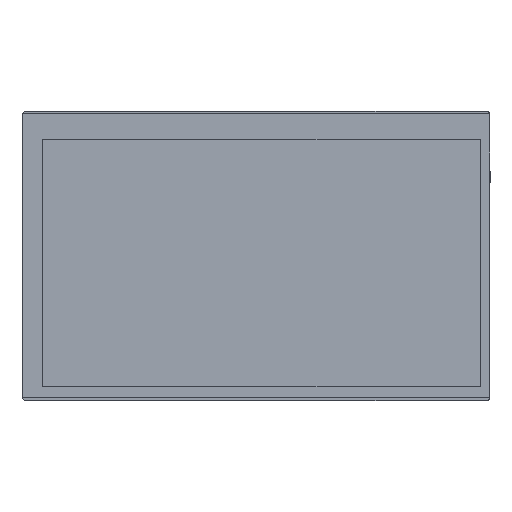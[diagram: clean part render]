
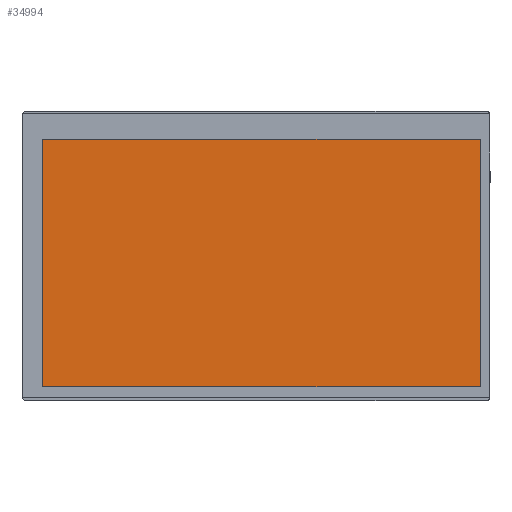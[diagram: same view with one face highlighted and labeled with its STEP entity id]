
A CAD part, front view. The second image highlights one B-rep face of the part: STEP entity #34994.
In plain terms, the highlighted face is planar.
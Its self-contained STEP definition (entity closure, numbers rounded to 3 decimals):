
#2167=PLANE('',#37223);
#3973=FACE_OUTER_BOUND('',#5951,.T.);
#5951=EDGE_LOOP('',(#25717,#25718,#25719,#25720));
#7884=LINE('',#71358,#12168);
#7887=LINE('',#71364,#12171);
#7890=LINE('',#71370,#12174);
#7893=LINE('',#71374,#12177);
#12168=VECTOR('',#39913,10.);
#12171=VECTOR('',#39918,10.);
#12174=VECTOR('',#39923,10.);
#12177=VECTOR('',#39928,10.);
#16974=VERTEX_POINT('',#71355);
#16975=VERTEX_POINT('',#71357);
#16977=VERTEX_POINT('',#71363);
#16979=VERTEX_POINT('',#71369);
#20211=EDGE_CURVE('',#16975,#16974,#7884,.T.);
#20214=EDGE_CURVE('',#16977,#16975,#7887,.T.);
#20217=EDGE_CURVE('',#16979,#16977,#7890,.T.);
#20220=EDGE_CURVE('',#16974,#16979,#7893,.T.);
#25717=ORIENTED_EDGE('',*,*,#20220,.T.);
#25718=ORIENTED_EDGE('',*,*,#20217,.T.);
#25719=ORIENTED_EDGE('',*,*,#20214,.T.);
#25720=ORIENTED_EDGE('',*,*,#20211,.T.);
#34994=ADVANCED_FACE('',(#3973),#2167,.T.);
#37223=AXIS2_PLACEMENT_3D('',#71375,#39929,#39930);
#39913=DIRECTION('',(1.,0.,0.));
#39918=DIRECTION('',(0.,0.,1.));
#39923=DIRECTION('',(-1.,0.,0.));
#39928=DIRECTION('',(0.,0.,-1.));
#39929=DIRECTION('center_axis',(0.,1.,0.));
#39930=DIRECTION('ref_axis',(0.,0.,1.));
#71355=CARTESIAN_POINT('',(154.4,1.8,0.));
#71357=CARTESIAN_POINT('',(0.,1.8,0.));
#71358=CARTESIAN_POINT('',(0.,1.8,0.));
#71363=CARTESIAN_POINT('',(0.,1.8,-87.3));
#71364=CARTESIAN_POINT('',(0.,1.8,-87.3));
#71369=CARTESIAN_POINT('',(154.4,1.8,-87.3));
#71370=CARTESIAN_POINT('',(154.4,1.8,-87.3));
#71374=CARTESIAN_POINT('',(154.4,1.8,0.));
#71375=CARTESIAN_POINT('Origin',(77.2,1.8,-43.65));
